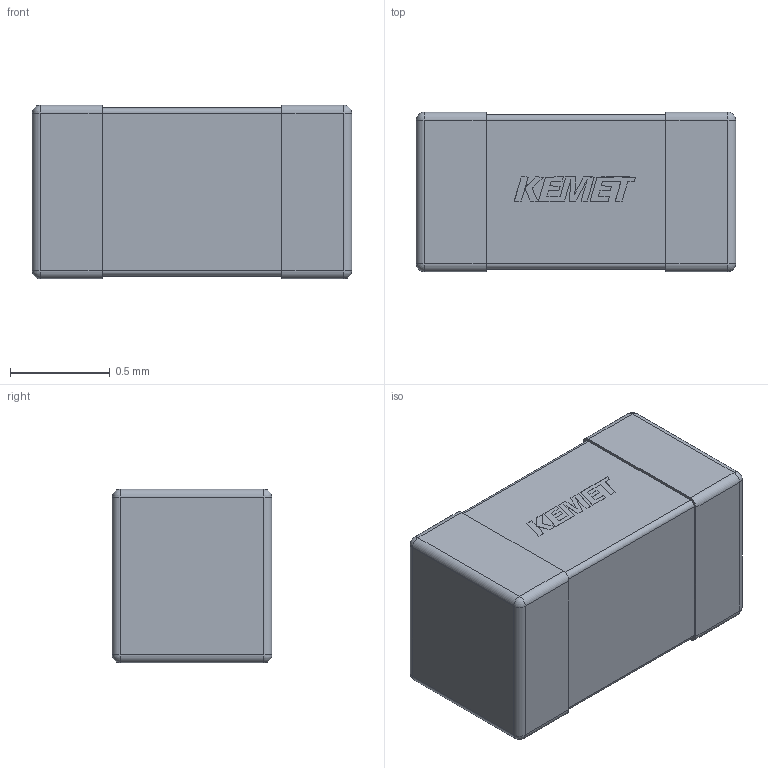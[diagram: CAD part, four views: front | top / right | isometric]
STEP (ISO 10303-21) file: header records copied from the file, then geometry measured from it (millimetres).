
FILE_DESCRIPTION(/* description */ (''),/* implementation_level */ '2;1');
FILE_NAME(/* name */ 'C0603C103K9RACTU.stp',/* time_stamp */ '2021-03-04T10:11:34+02:00',/* author */ ('AbuBakr'),/* organization */ (''),/* preprocessor_version */ 'ST-DEVELOPER v17',/* originating_system */ 'Autodesk Inventor 2019',/* authorisation */ '');
FILE_SCHEMA (('AUTOMOTIVE_DESIGN { 1 0 10303 214 3 1 1 }'));
Length unit declared in the file: millimetre
Products named in the file (3): C0603C103K9RACTU; C0603C103K9RACTU_1; KEMET
Assembly tree (2 placements, depth 2):
  C0603C103K9RACTU
    C0603C103K9RACTU_1
    KEMET
Bounding box: 1.6 x 0.8 x 0.87 mm (x, y, z)
Volume: 1.1 mm3; surface area: 9.2 mm2
Topology: 6 solids, 6 shells, 149 faces, 395 edges, 250 vertices
Faces by surface type: plane 70, bspline 51, cylinder 20, sphere 8
Entity records: 5058 total; most frequent: CARTESIAN_POINT 1454, ORIENTED_EDGE 774, DIRECTION 531, EDGE_CURVE 387, VERTEX_POINT 250, LINE 245, VECTOR 245, STYLED_ITEM 155
